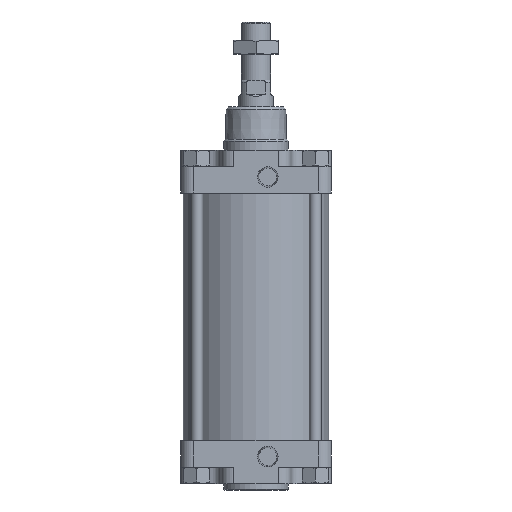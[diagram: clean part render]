
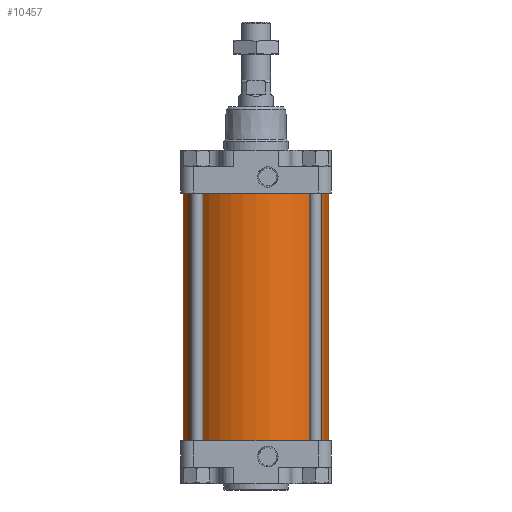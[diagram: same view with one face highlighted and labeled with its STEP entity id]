
A CAD part, front view. The second image highlights one B-rep face of the part: STEP entity #10457.
In plain terms, the highlighted cylindrical face has radius 67.5 mm (diameter 135 mm), a full revolution.
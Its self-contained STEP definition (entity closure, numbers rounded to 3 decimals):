
#1447=CIRCLE('',#11160,67.5);
#1448=CIRCLE('',#11162,67.5);
#2235=ORIENTED_EDGE('',*,*,#4387,.F.);
#2236=ORIENTED_EDGE('',*,*,#4386,.T.);
#4386=EDGE_CURVE('',#5407,#5407,#1447,.F.);
#4387=EDGE_CURVE('',#5408,#5408,#1448,.T.);
#5407=VERTEX_POINT('',#15506);
#5408=VERTEX_POINT('',#15509);
#6104=EDGE_LOOP('',(#2235));
#6105=EDGE_LOOP('',(#2236));
#6682=FACE_BOUND('',#6104,.T.);
#6683=FACE_BOUND('',#6105,.T.);
#7177=CYLINDRICAL_SURFACE('',#11161,67.5);
#10457=ADVANCED_FACE('',(#6682,#6683),#7177,.T.);
#11160=AXIS2_PLACEMENT_3D('',#15505,#12553,#12554);
#11161=AXIS2_PLACEMENT_3D('',#15507,#12555,#12556);
#11162=AXIS2_PLACEMENT_3D('',#15508,#12557,#12558);
#12553=DIRECTION('',(0.,0.,1.));
#12554=DIRECTION('',(1.,0.,0.));
#12555=DIRECTION('',(0.,0.,-1.));
#12556=DIRECTION('',(-1.,0.,0.));
#12557=DIRECTION('',(0.,0.,-1.));
#12558=DIRECTION('',(-1.,0.,0.));
#15505=CARTESIAN_POINT('',(0.,0.,-40.));
#15506=CARTESIAN_POINT('',(67.5,0.,-40.));
#15507=CARTESIAN_POINT('',(0.,0.,-270.));
#15508=CARTESIAN_POINT('',(0.,0.,-270.));
#15509=CARTESIAN_POINT('',(-67.5,0.,-270.));
